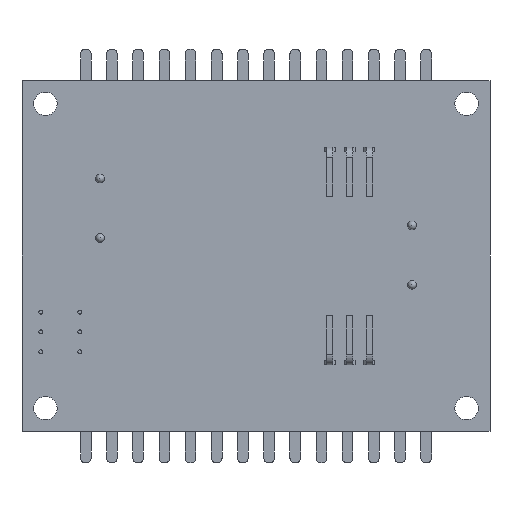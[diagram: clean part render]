
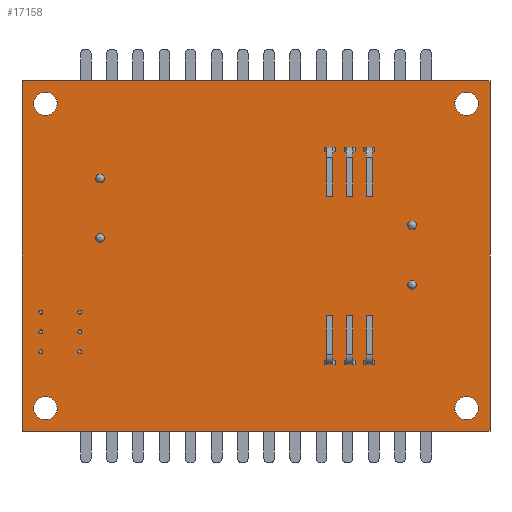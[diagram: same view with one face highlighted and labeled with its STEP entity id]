
A CAD part, front view. The second image highlights one B-rep face of the part: STEP entity #17158.
In plain terms, the highlighted planar face has unit normal (0, -1, 0).
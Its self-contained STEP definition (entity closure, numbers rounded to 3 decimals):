
#735=FACE_BOUND('',#2929,.T.);
#736=FACE_BOUND('',#2930,.T.);
#737=FACE_BOUND('',#2931,.T.);
#738=FACE_BOUND('',#2932,.T.);
#1327=PLANE('',#18684);
#1940=FACE_OUTER_BOUND('',#2928,.T.);
#2928=EDGE_LOOP('',(#12428,#12429,#12430,#12431));
#2929=EDGE_LOOP('',(#12432));
#2930=EDGE_LOOP('',(#12433));
#2931=EDGE_LOOP('',(#12434));
#2932=EDGE_LOOP('',(#12435));
#4069=LINE('',#25149,#5792);
#4070=LINE('',#25151,#5793);
#4071=LINE('',#25153,#5794);
#4072=LINE('',#25154,#5795);
#5792=VECTOR('',#20506,10.);
#5793=VECTOR('',#20507,10.);
#5794=VECTOR('',#20508,10.);
#5795=VECTOR('',#20509,10.);
#7423=CIRCLE('',#18673,1.5);
#7425=CIRCLE('',#18676,1.5);
#7427=CIRCLE('',#18679,1.5);
#7429=CIRCLE('',#18682,1.5);
#8007=VERTEX_POINT('',#25123);
#8009=VERTEX_POINT('',#25129);
#8011=VERTEX_POINT('',#25135);
#8013=VERTEX_POINT('',#25141);
#8015=VERTEX_POINT('',#25147);
#8016=VERTEX_POINT('',#25148);
#8017=VERTEX_POINT('',#25150);
#8018=VERTEX_POINT('',#25152);
#9673=EDGE_CURVE('',#8007,#8007,#7423,.T.);
#9676=EDGE_CURVE('',#8009,#8009,#7425,.T.);
#9679=EDGE_CURVE('',#8011,#8011,#7427,.T.);
#9682=EDGE_CURVE('',#8013,#8013,#7429,.T.);
#9685=EDGE_CURVE('',#8015,#8016,#4069,.T.);
#9686=EDGE_CURVE('',#8016,#8017,#4070,.T.);
#9687=EDGE_CURVE('',#8017,#8018,#4071,.T.);
#9688=EDGE_CURVE('',#8018,#8015,#4072,.T.);
#12428=ORIENTED_EDGE('',*,*,#9685,.T.);
#12429=ORIENTED_EDGE('',*,*,#9686,.T.);
#12430=ORIENTED_EDGE('',*,*,#9687,.T.);
#12431=ORIENTED_EDGE('',*,*,#9688,.T.);
#12432=ORIENTED_EDGE('',*,*,#9673,.T.);
#12433=ORIENTED_EDGE('',*,*,#9676,.T.);
#12434=ORIENTED_EDGE('',*,*,#9679,.T.);
#12435=ORIENTED_EDGE('',*,*,#9682,.T.);
#17158=ADVANCED_FACE('',(#1940,#735,#736,#737,#738),#1327,.T.);
#18673=AXIS2_PLACEMENT_3D('',#25124,#20478,#20479);
#18676=AXIS2_PLACEMENT_3D('',#25130,#20485,#20486);
#18679=AXIS2_PLACEMENT_3D('',#25136,#20492,#20493);
#18682=AXIS2_PLACEMENT_3D('',#25142,#20499,#20500);
#18684=AXIS2_PLACEMENT_3D('',#25146,#20504,#20505);
#20478=DIRECTION('center_axis',(0.,1.,0.));
#20479=DIRECTION('ref_axis',(1.,0.,0.));
#20485=DIRECTION('center_axis',(0.,1.,0.));
#20486=DIRECTION('ref_axis',(-1.,0.,0.));
#20492=DIRECTION('center_axis',(0.,1.,0.));
#20493=DIRECTION('ref_axis',(-1.,0.,0.));
#20499=DIRECTION('center_axis',(0.,1.,0.));
#20500=DIRECTION('ref_axis',(1.,0.,0.));
#20504=DIRECTION('center_axis',(0.,-1.,0.));
#20505=DIRECTION('ref_axis',(0.,0.,-1.));
#20506=DIRECTION('',(1.,0.,0.));
#20507=DIRECTION('',(0.,0.,1.));
#20508=DIRECTION('',(-1.,0.,0.));
#20509=DIRECTION('',(0.,0.,-1.));
#25123=CARTESIAN_POINT('',(1.5,-1.5,-3.));
#25124=CARTESIAN_POINT('Origin',(3.,-1.5,-3.));
#25129=CARTESIAN_POINT('',(4.5,-1.5,-42.));
#25130=CARTESIAN_POINT('Origin',(3.,-1.5,-42.));
#25135=CARTESIAN_POINT('',(58.5,-1.5,-42.));
#25136=CARTESIAN_POINT('Origin',(57.,-1.5,-42.));
#25141=CARTESIAN_POINT('',(55.5,-1.5,-3.));
#25142=CARTESIAN_POINT('Origin',(57.,-1.5,-3.));
#25146=CARTESIAN_POINT('Origin',(30.,-1.5,-22.5));
#25147=CARTESIAN_POINT('',(0.,-1.5,-45.));
#25148=CARTESIAN_POINT('',(60.,-1.5,-45.));
#25149=CARTESIAN_POINT('',(30.,-1.5,-45.));
#25150=CARTESIAN_POINT('',(60.,-1.5,0.));
#25151=CARTESIAN_POINT('',(60.,-1.5,-22.5));
#25152=CARTESIAN_POINT('',(0.,-1.5,0.));
#25153=CARTESIAN_POINT('',(30.,-1.5,0.));
#25154=CARTESIAN_POINT('',(0.,-1.5,-22.5));
